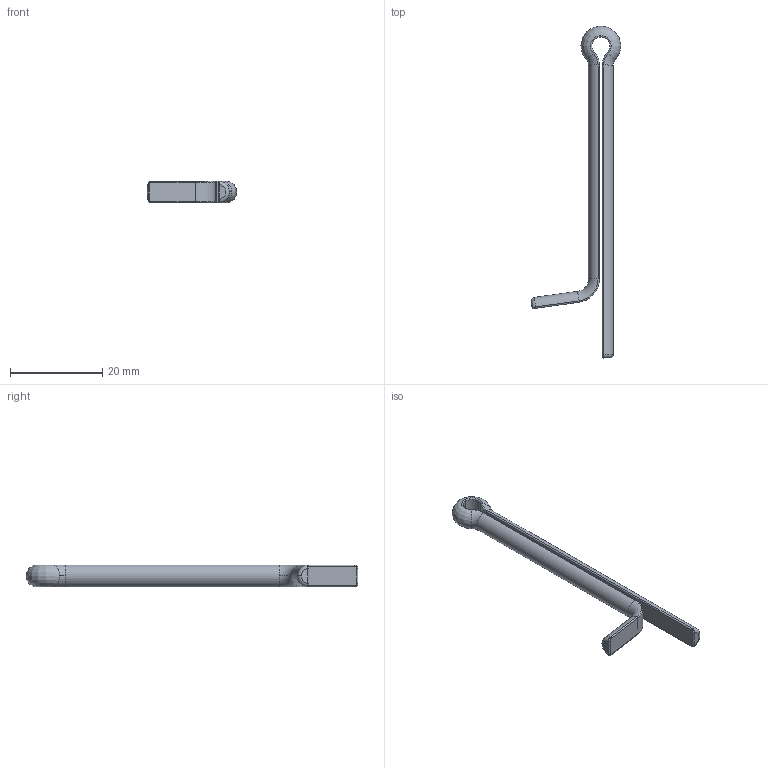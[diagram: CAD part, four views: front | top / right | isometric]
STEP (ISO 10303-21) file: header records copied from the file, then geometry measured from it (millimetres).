
FILE_DESCRIPTION (( 'STEP AP203' ), '1' );
FILE_NAME ('Cotter Pin.stp.STEP', '2025-09-15T21:12:10', ( '' ), ( '' ), 'SwSTEP 2.0', 'SolidWorks 2023', '' );
FILE_SCHEMA (( 'CONFIG_CONTROL_DESIGN' ));
Length unit declared in the file: centimetre
Products named in the file (1): Cotter Pin.stp
Bounding box: 19.43 x 71.96 x 4.73 mm (x, y, z)
Volume: 1279.2 mm3; surface area: 1741.5 mm2
Topology: 1 solids, 1 shells, 49 faces, 104 edges, 57 vertices
Faces by surface type: cylinder 20, torus 19, bspline 5, plane 5
Entity records: 1528 total; most frequent: CARTESIAN_POINT 389, DIRECTION 255, ORIENTED_EDGE 208, AXIS2_PLACEMENT_3D 114, EDGE_CURVE 104, CIRCLE 69, VERTEX_POINT 57, EDGE_LOOP 49
